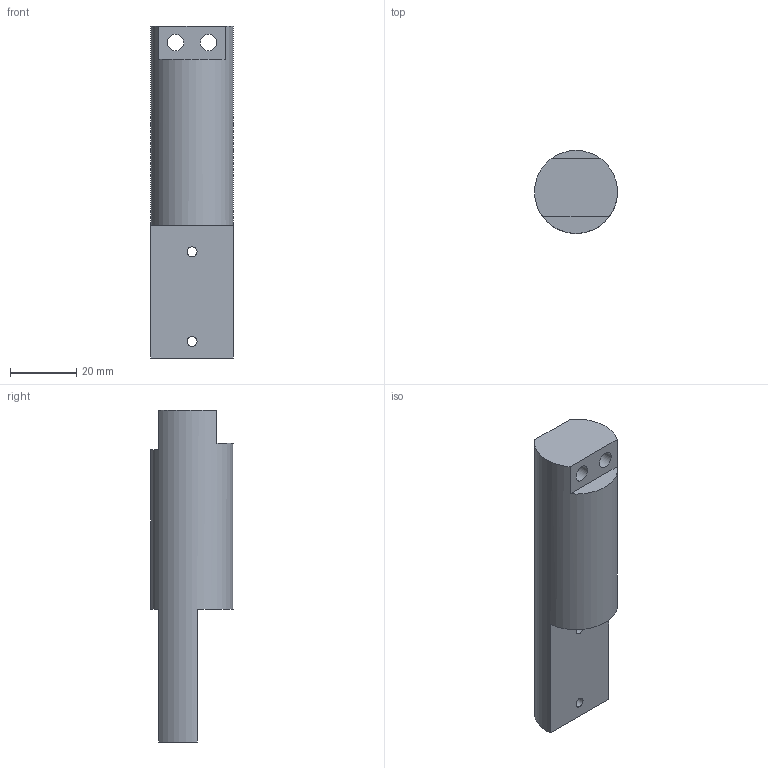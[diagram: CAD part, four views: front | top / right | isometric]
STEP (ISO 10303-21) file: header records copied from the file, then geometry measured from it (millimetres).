
FILE_DESCRIPTION(/* description */ (''),/* implementation_level */ '2;1');
FILE_NAME(/* name */ 'link2.stp',/* time_stamp */ '2022-03-11T13:53:12+00:00',/* author */ ('piers'),/* organization */ (''),/* preprocessor_version */ 'ST-DEVELOPER v18.1',/* originating_system */ 'Autodesk Inventor 2022',/* authorisation */ '');
FILE_SCHEMA (('AUTOMOTIVE_DESIGN { 1 0 10303 214 3 1 1 }'));
Length unit declared in the file: millimetre
Products named in the file (1): link2
Bounding box: 24.98 x 24.96 x 100 mm (x, y, z)
Volume: 37889.2 mm3; surface area: 8949.4 mm2
Topology: 1 solids, 1 shells, 15 faces, 42 edges, 27 vertices
Faces by surface type: plane 10, cylinder 5
Full cylindrical faces by diameter (mm): 3 x2, 5 x2, 25 x1
Entity records: 548 total; most frequent: DIRECTION 93, CARTESIAN_POINT 85, ORIENTED_EDGE 84, EDGE_CURVE 42, AXIS2_PLACEMENT_3D 35, VERTEX_POINT 27, LINE 23, VECTOR 23
